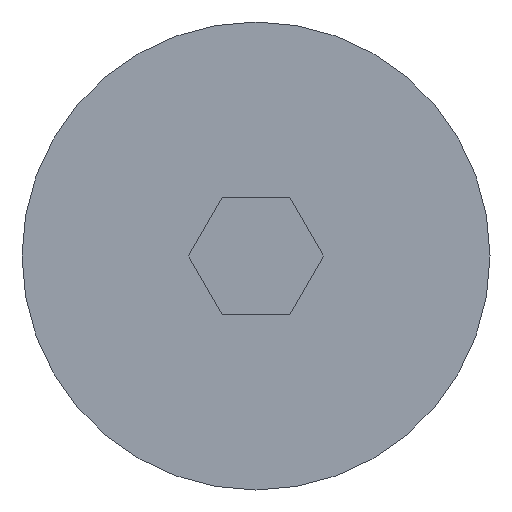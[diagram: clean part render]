
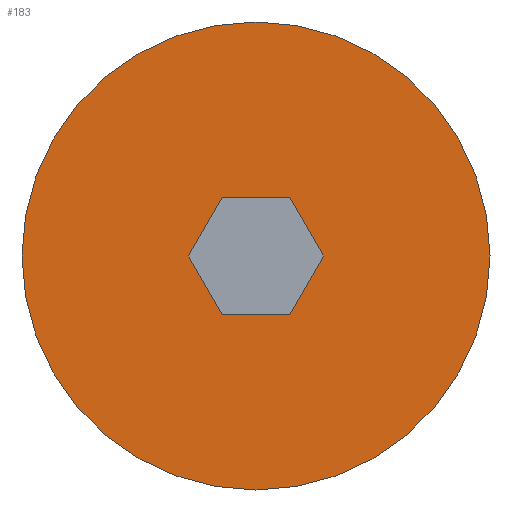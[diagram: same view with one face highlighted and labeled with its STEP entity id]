
A CAD part, left-side view. The second image highlights one B-rep face of the part: STEP entity #183.
In plain terms, the highlighted planar face has unit normal (-1, 0, 0).
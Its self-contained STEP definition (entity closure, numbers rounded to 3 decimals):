
#22 = CARTESIAN_POINT ( 'NONE',  ( 0., 1.155, 2. ) ) ;
#25 = CIRCLE ( 'NONE', #211, 8. ) ;
#27 = VECTOR ( 'NONE', #212, 1000. ) ;
#30 = ORIENTED_EDGE ( 'NONE', *, *, #192, .F. ) ;
#33 = VERTEX_POINT ( 'NONE', #232 ) ;
#42 = CARTESIAN_POINT ( 'NONE',  ( 0., 0., 0. ) ) ;
#46 = ORIENTED_EDGE ( 'NONE', *, *, #577, .F. ) ;
#82 = EDGE_CURVE ( 'NONE', #279, #88, #25, .T. ) ;
#84 = EDGE_LOOP ( 'NONE', ( #741, #324, #388, #371, #46, #426 ) ) ;
#85 = LINE ( 'NONE', #709, #281 ) ;
#88 = VERTEX_POINT ( 'NONE', #416 ) ;
#106 = DIRECTION ( 'NONE',  ( 1., 0., 0. ) ) ;
#107 = ORIENTED_EDGE ( 'NONE', *, *, #82, .F. ) ;
#116 = CARTESIAN_POINT ( 'NONE',  ( 0., -2.309, 0. ) ) ;
#183 = ADVANCED_FACE ( 'NONE', ( #314, #550 ), #505, .F. ) ;
#192 = EDGE_CURVE ( 'NONE', #88, #279, #199, .T. ) ;
#197 = LINE ( 'NONE', #377, #563 ) ;
#199 = CIRCLE ( 'NONE', #226, 8. ) ;
#206 = CARTESIAN_POINT ( 'NONE',  ( 0., 0., -8. ) ) ;
#211 = AXIS2_PLACEMENT_3D ( 'NONE', #425, #707, #642 ) ;
#212 = DIRECTION ( 'NONE',  ( 0., 0.5, -0.866 ) ) ;
#225 = CARTESIAN_POINT ( 'NONE',  ( 0., 1.155, 2. ) ) ;
#226 = AXIS2_PLACEMENT_3D ( 'NONE', #378, #106, #495 ) ;
#232 = CARTESIAN_POINT ( 'NONE',  ( 0., 2.309, 0. ) ) ;
#266 = DIRECTION ( 'NONE',  ( 0., -0.5, -0.866 ) ) ;
#279 = VERTEX_POINT ( 'NONE', #206 ) ;
#281 = VECTOR ( 'NONE', #611, 1000. ) ;
#283 = EDGE_CURVE ( 'NONE', #379, #365, #319, .T. ) ;
#314 = FACE_BOUND ( 'NONE', #84, .T. ) ;
#318 = LINE ( 'NONE', #22, #27 ) ;
#319 = LINE ( 'NONE', #446, #607 ) ;
#321 = LINE ( 'NONE', #430, #340 ) ;
#324 = ORIENTED_EDGE ( 'NONE', *, *, #283, .F. ) ;
#327 = DIRECTION ( 'NONE',  ( 0., -0.5, 0.866 ) ) ;
#335 = CARTESIAN_POINT ( 'NONE',  ( 0., -1.155, -2. ) ) ;
#340 = VECTOR ( 'NONE', #266, 1000. ) ;
#342 = EDGE_CURVE ( 'NONE', #558, #379, #469, .T. ) ;
#350 = VECTOR ( 'NONE', #525, 1000. ) ;
#365 = VERTEX_POINT ( 'NONE', #116 ) ;
#371 = ORIENTED_EDGE ( 'NONE', *, *, #494, .F. ) ;
#377 = CARTESIAN_POINT ( 'NONE',  ( 0., -2.309, 0. ) ) ;
#378 = CARTESIAN_POINT ( 'NONE',  ( 0., 0., 0. ) ) ;
#379 = VERTEX_POINT ( 'NONE', #335 ) ;
#388 = ORIENTED_EDGE ( 'NONE', *, *, #342, .F. ) ;
#416 = CARTESIAN_POINT ( 'NONE',  ( 0., 0., 8. ) ) ;
#425 = CARTESIAN_POINT ( 'NONE',  ( 0., 0., 0. ) ) ;
#426 = ORIENTED_EDGE ( 'NONE', *, *, #460, .F. ) ;
#430 = CARTESIAN_POINT ( 'NONE',  ( 0., 2.309, 0. ) ) ;
#435 = DIRECTION ( 'NONE',  ( 1., 0., 0. ) ) ;
#446 = CARTESIAN_POINT ( 'NONE',  ( 0., -1.155, -2. ) ) ;
#460 = EDGE_CURVE ( 'NONE', #492, #626, #85, .T. ) ;
#469 = LINE ( 'NONE', #586, #350 ) ;
#492 = VERTEX_POINT ( 'NONE', #544 ) ;
#494 = EDGE_CURVE ( 'NONE', #33, #558, #321, .T. ) ;
#495 = DIRECTION ( 'NONE',  ( 0., 0., -1. ) ) ;
#500 = AXIS2_PLACEMENT_3D ( 'NONE', #42, #435, #668 ) ;
#505 = PLANE ( 'NONE',  #500 ) ;
#522 = EDGE_CURVE ( 'NONE', #365, #492, #197, .T. ) ;
#525 = DIRECTION ( 'NONE',  ( 0., -1., 0. ) ) ;
#544 = CARTESIAN_POINT ( 'NONE',  ( 0., -1.155, 2. ) ) ;
#550 = FACE_OUTER_BOUND ( 'NONE', #580, .T. ) ;
#552 = CARTESIAN_POINT ( 'NONE',  ( 0., 1.155, -2. ) ) ;
#558 = VERTEX_POINT ( 'NONE', #552 ) ;
#563 = VECTOR ( 'NONE', #663, 1000. ) ;
#577 = EDGE_CURVE ( 'NONE', #626, #33, #318, .T. ) ;
#580 = EDGE_LOOP ( 'NONE', ( #30, #107 ) ) ;
#586 = CARTESIAN_POINT ( 'NONE',  ( 0., 1.155, -2. ) ) ;
#607 = VECTOR ( 'NONE', #327, 1000. ) ;
#611 = DIRECTION ( 'NONE',  ( 0., 1., 0. ) ) ;
#626 = VERTEX_POINT ( 'NONE', #225 ) ;
#642 = DIRECTION ( 'NONE',  ( 0., 0., -1. ) ) ;
#663 = DIRECTION ( 'NONE',  ( 0., 0.5, 0.866 ) ) ;
#668 = DIRECTION ( 'NONE',  ( 0., 0., -1. ) ) ;
#707 = DIRECTION ( 'NONE',  ( 1., 0., 0. ) ) ;
#709 = CARTESIAN_POINT ( 'NONE',  ( 0., -1.155, 2. ) ) ;
#741 = ORIENTED_EDGE ( 'NONE', *, *, #522, .F. ) ;
